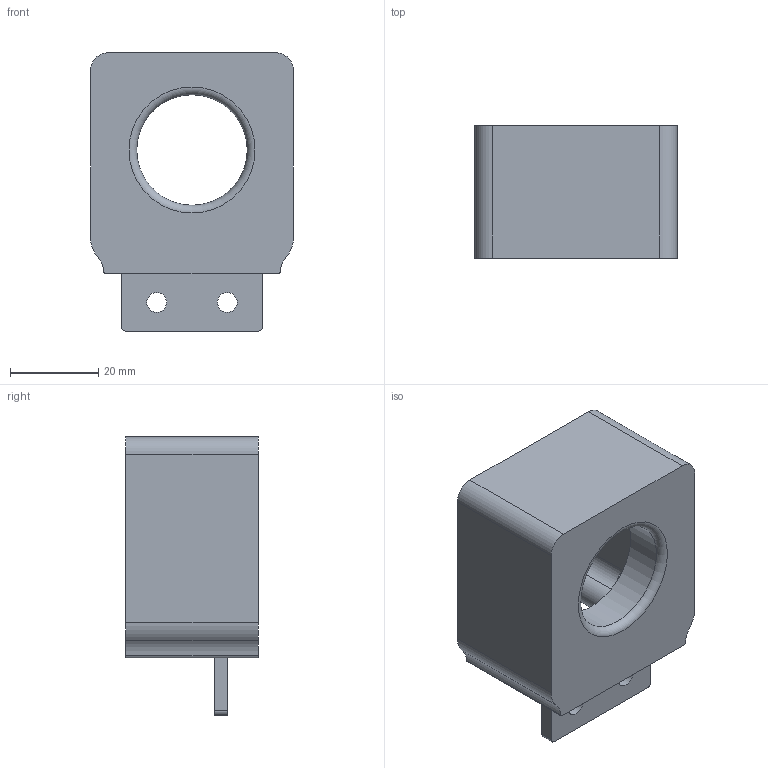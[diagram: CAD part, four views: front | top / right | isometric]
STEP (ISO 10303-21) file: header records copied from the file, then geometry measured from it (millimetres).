
FILE_DESCRIPTION(/* description */ (''),/* implementation_level */ '2;1');
FILE_NAME(/* name */ 'plasma_arm_top_module_38x38 v2.step',/* time_stamp */ '2023-02-13T22:13:35+01:00',/* author */ (''),/* organization */ (''),/* preprocessor_version */ 'ST-DEVELOPER v19.2',/* originating_system */ 'Autodesk Translation Framework v11.17.0.187',/* authorisation */ '');
FILE_SCHEMA (('AUTOMOTIVE_DESIGN { 1 0 10303 214 3 1 1 }'));
Length unit declared in the file: millimetre
Products named in the file (1): plasma_arm_top_module_38x38
Bounding box: 45.9 x 30 x 63 mm (x, y, z)
Volume: 28992.5 mm3; surface area: 13650.4 mm2
Topology: 1 solids, 1 shells, 68 faces, 176 edges, 116 vertices
Faces by surface type: plane 32, cylinder 31, cone 4, torus 1
Full cylindrical faces by diameter (mm): 1.9 x8, 2.9 x2, 4.5 x2, 25 x1
Entity records: 2127 total; most frequent: DIRECTION 377, CARTESIAN_POINT 357, ORIENTED_EDGE 344, EDGE_CURVE 172, AXIS2_PLACEMENT_3D 136, VERTEX_POINT 116, LINE 105, VECTOR 105
